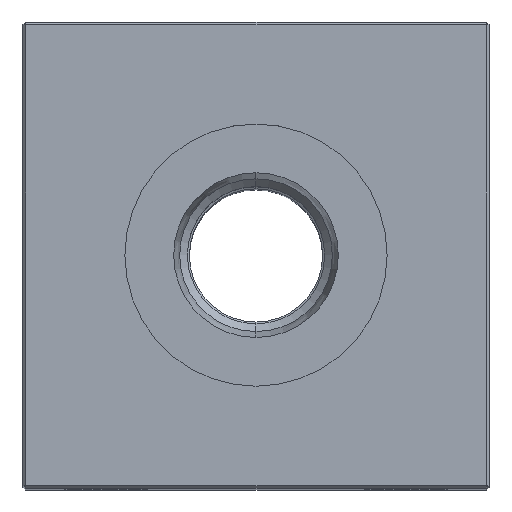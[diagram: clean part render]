
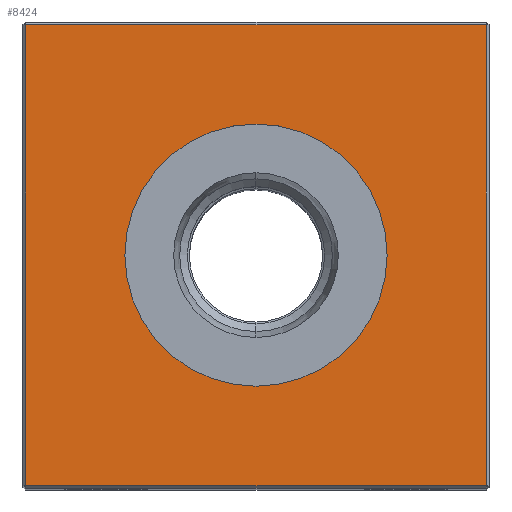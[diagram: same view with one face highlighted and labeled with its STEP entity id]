
A CAD part, top view. The second image highlights one B-rep face of the part: STEP entity #8424.
In plain terms, the highlighted planar face has unit normal (0, 0, 1).
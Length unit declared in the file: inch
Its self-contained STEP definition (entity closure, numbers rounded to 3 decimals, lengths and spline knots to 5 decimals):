
#150 = EDGE_CURVE ( 'NONE', #15025, #21530, #21914, .T. ) ;
#156 = VERTEX_POINT ( 'NONE', #17830 ) ;
#730 = EDGE_LOOP ( 'NONE', ( #6455, #10553, #23282, #4525 ) ) ;
#1082 = AXIS2_PLACEMENT_3D ( 'NONE', #8286, #21516, #12500 ) ;
#1317 = DIRECTION ( 'NONE',  ( -1., 0., 0. ) ) ;
#1387 = VECTOR ( 'NONE', #21665, 39.37008 ) ;
#1391 = CARTESIAN_POINT ( 'NONE',  ( 0.865, 0., 3.75 ) ) ;
#2722 = FACE_OUTER_BOUND ( 'NONE', #730, .T. ) ;
#3296 = CARTESIAN_POINT ( 'NONE',  ( -0.865, 0.865, 3.75 ) ) ;
#3323 = EDGE_CURVE ( 'NONE', #8972, #16731, #3709, .T. ) ;
#3709 = CIRCLE ( 'NONE', #8866, 0.49213 ) ;
#4040 = AXIS2_PLACEMENT_3D ( 'NONE', #18676, #4962, #22382 ) ;
#4525 = ORIENTED_EDGE ( 'NONE', *, *, #15815, .T. ) ;
#4962 = DIRECTION ( 'NONE',  ( 0., 0., -1. ) ) ;
#5980 = VERTEX_POINT ( 'NONE', #3296 ) ;
#6455 = ORIENTED_EDGE ( 'NONE', *, *, #13017, .T. ) ;
#6558 = EDGE_LOOP ( 'NONE', ( #21404, #18592 ) ) ;
#8000 = DIRECTION ( 'NONE',  ( -1., 0., 0. ) ) ;
#8044 = LINE ( 'NONE', #11878, #17932 ) ;
#8286 = CARTESIAN_POINT ( 'NONE',  ( 0., 0., 3.75 ) ) ;
#8424 = ADVANCED_FACE ( 'NONE', ( #2722, #8779 ), #10276, .F. ) ;
#8764 = CARTESIAN_POINT ( 'NONE',  ( 0.865, 0.865, 3.75 ) ) ;
#8779 = FACE_BOUND ( 'NONE', #6558, .T. ) ;
#8784 = LINE ( 'NONE', #14098, #9990 ) ;
#8866 = AXIS2_PLACEMENT_3D ( 'NONE', #21109, #15181, #8000 ) ;
#8972 = VERTEX_POINT ( 'NONE', #23293 ) ;
#9990 = VECTOR ( 'NONE', #16325, 39.37008 ) ;
#10276 = PLANE ( 'NONE',  #1082 ) ;
#10553 = ORIENTED_EDGE ( 'NONE', *, *, #19343, .T. ) ;
#10601 = LINE ( 'NONE', #18129, #17088 ) ;
#11514 = DIRECTION ( 'NONE',  ( 1., 0., 0. ) ) ;
#11878 = CARTESIAN_POINT ( 'NONE',  ( 0., -0.865, 3.75 ) ) ;
#12500 = DIRECTION ( 'NONE',  ( -1., 0., 0. ) ) ;
#13017 = EDGE_CURVE ( 'NONE', #5980, #156, #8784, .T. ) ;
#14098 = CARTESIAN_POINT ( 'NONE',  ( -0.865, 0., 3.75 ) ) ;
#14713 = CIRCLE ( 'NONE', #4040, 0.49213 ) ;
#15025 = VERTEX_POINT ( 'NONE', #22732 ) ;
#15181 = DIRECTION ( 'NONE',  ( 0., 0., -1. ) ) ;
#15380 = CARTESIAN_POINT ( 'NONE',  ( 0., 0.49213, 3.75 ) ) ;
#15815 = EDGE_CURVE ( 'NONE', #21530, #5980, #10601, .T. ) ;
#16003 = EDGE_CURVE ( 'NONE', #16731, #8972, #14713, .T. ) ;
#16325 = DIRECTION ( 'NONE',  ( 0., -1., 0. ) ) ;
#16731 = VERTEX_POINT ( 'NONE', #15380 ) ;
#17088 = VECTOR ( 'NONE', #1317, 39.37008 ) ;
#17830 = CARTESIAN_POINT ( 'NONE',  ( -0.865, -0.865, 3.75 ) ) ;
#17932 = VECTOR ( 'NONE', #11514, 39.37008 ) ;
#18129 = CARTESIAN_POINT ( 'NONE',  ( 0., 0.865, 3.75 ) ) ;
#18592 = ORIENTED_EDGE ( 'NONE', *, *, #3323, .T. ) ;
#18676 = CARTESIAN_POINT ( 'NONE',  ( 0., 0., 3.75 ) ) ;
#19343 = EDGE_CURVE ( 'NONE', #156, #15025, #8044, .T. ) ;
#21109 = CARTESIAN_POINT ( 'NONE',  ( 0., 0., 3.75 ) ) ;
#21404 = ORIENTED_EDGE ( 'NONE', *, *, #16003, .T. ) ;
#21516 = DIRECTION ( 'NONE',  ( 0., 0., -1. ) ) ;
#21530 = VERTEX_POINT ( 'NONE', #8764 ) ;
#21665 = DIRECTION ( 'NONE',  ( 0., 1., 0. ) ) ;
#21914 = LINE ( 'NONE', #1391, #1387 ) ;
#22382 = DIRECTION ( 'NONE',  ( -1., 0., 0. ) ) ;
#22732 = CARTESIAN_POINT ( 'NONE',  ( 0.865, -0.865, 3.75 ) ) ;
#23282 = ORIENTED_EDGE ( 'NONE', *, *, #150, .T. ) ;
#23293 = CARTESIAN_POINT ( 'NONE',  ( 0., -0.49213, 3.75 ) ) ;
